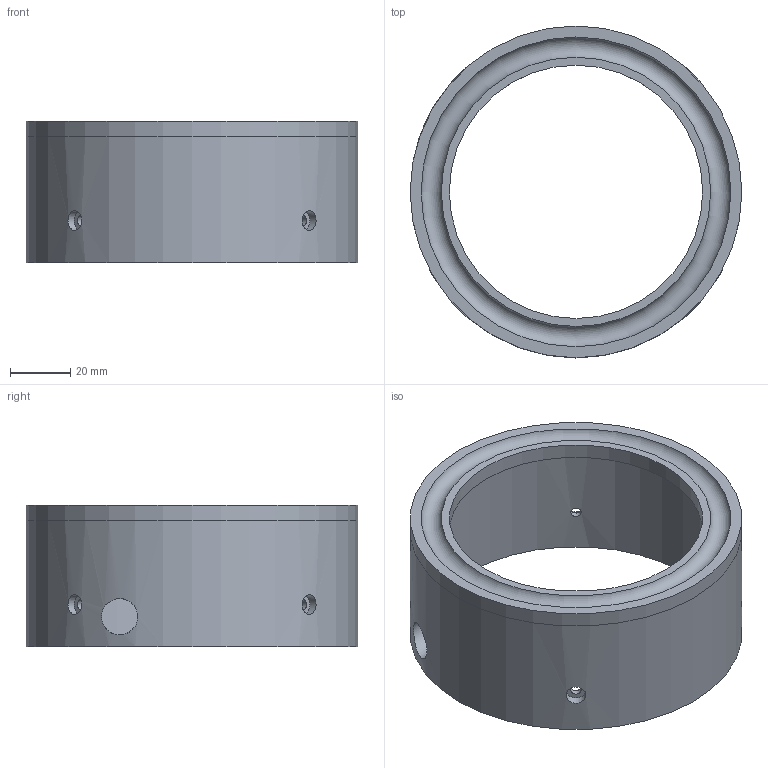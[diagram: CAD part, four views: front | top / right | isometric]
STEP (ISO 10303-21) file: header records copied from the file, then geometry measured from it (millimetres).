
FILE_DESCRIPTION(('FreeCAD Model'),'2;1');
FILE_NAME('Open CASCADE Shape Model','2022-06-28T06:46:27',('Author'),( ''),'Open CASCADE STEP processor 7.5','FreeCAD','Unknown');
FILE_SCHEMA(('AUTOMOTIVE_DESIGN { 1 0 10303 214 1 1 1 1 }'));
Length unit declared in the file: millimetre
Products named in the file (1): External Piece with holes
Bounding box: 110 x 110 x 47 mm (x, y, z)
Volume: 84251.2 mm3; surface area: 39573.4 mm2
Topology: 1 solids, 1 shells, 22 faces, 45 edges, 31 vertices
Faces by surface type: cylinder 13, plane 8, torus 1
Full cylindrical faces by diameter (mm): 3.4 x4, 6.5 x4, 12 x1, 84 x1, 100 x1, 110 x2
Entity records: 3573 total; most frequent: CARTESIAN_POINT 2632, DIRECTION 154, ORIENTED_EDGE 90, PCURVE 90, DEFINITIONAL_REPRESENTATION 90, LINE 58, VECTOR 58, EDGE_CURVE 45
